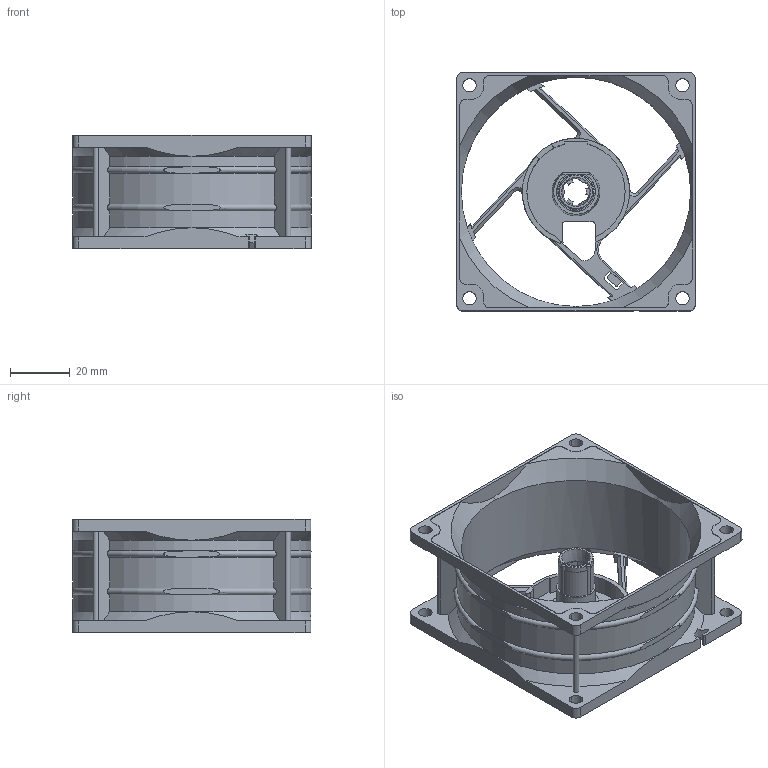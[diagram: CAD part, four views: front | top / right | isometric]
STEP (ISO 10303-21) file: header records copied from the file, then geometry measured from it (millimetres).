
FILE_DESCRIPTION((''),'2;1');
FILE_NAME('230FR08038A0002','2018-02-22T',('rd189'),(''),'PRO/ENGINEER BY PARAMETRIC TECHNOLOGY CORPORATION, 2008010','PRO/ENGINEER BY PARAMETRIC TECHNOLOGY CORPORATION, 2008010','');
FILE_SCHEMA(('CONFIG_CONTROL_DESIGN'));
Length unit declared in the file: millimetre
Products named in the file (1): 230FR08038A0002
Bounding box: 80 x 80.11 x 38 mm (x, y, z)
Volume: 30193.7 mm3; surface area: 32673 mm2
Topology: 1 solids, 1 shells, 349 faces, 1020 edges, 672 vertices
Faces by surface type: plane 150, cylinder 135, cone 36, torus 25, bspline 3
Entity records: 13120 total; most frequent: CARTESIAN_POINT 3703, ORIENTED_EDGE 2040, DIRECTION 1952, EDGE_CURVE 1020, AXIS2_PLACEMENT_3D 736, VERTEX_POINT 672, VECTOR 480, LINE 480
